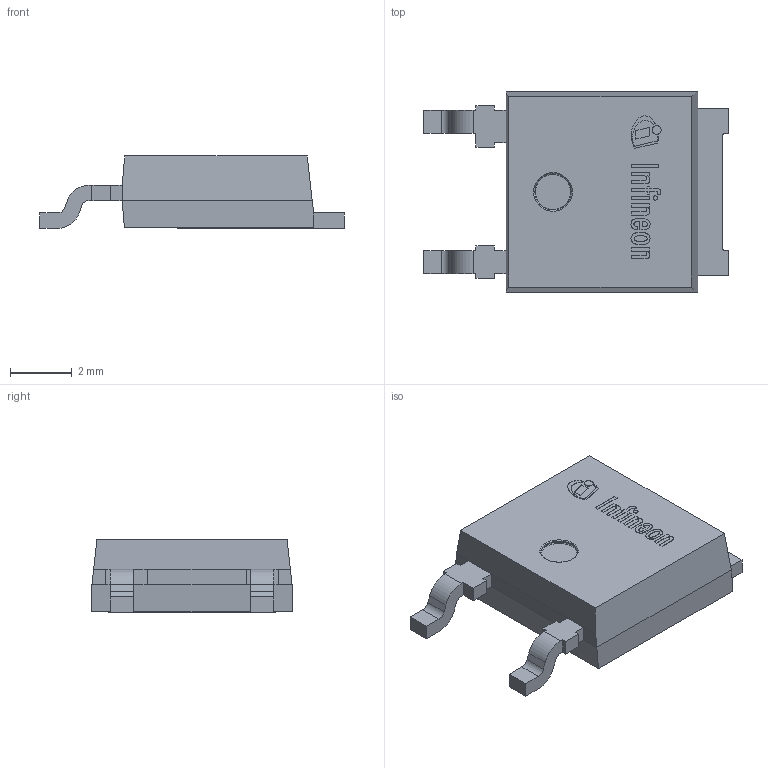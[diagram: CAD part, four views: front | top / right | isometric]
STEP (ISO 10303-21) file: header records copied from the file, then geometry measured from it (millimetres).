
FILE_DESCRIPTION(/* description */ (''),/* implementation_level */ '2;1');
FILE_NAME(/* name */ 'PG-TO252-2-1_Z8B00169555_V03_3D.stp',/* time_stamp */ '2020-01-24T11:31:39+05:00',/* author */ ('janartha'),/* organization */ (''),/* preprocessor_version */ 'ST-DEVELOPER v16.13',/* originating_system */ 'AutoCAD Mechanical',/* authorisation */ '');
FILE_SCHEMA (('AUTOMOTIVE_DESIGN { 1 0 10303 214 3 1 1 }'));
Length unit declared in the file: millimetre
Products named in the file (1): Product
Bounding box: 9.9 x 6.5 x 2.36 mm (x, y, z)
Volume: 106.6 mm3; surface area: 221.1 mm2
Topology: 16 solids, 16 shells, 284 faces, 750 edges, 499 vertices
Faces by surface type: plane 153, cylinder 129, torus 2
Full cylindrical faces by diameter (mm): 0.142 x1, 0.293 x1, 1.2 x1
Entity records: 8849 total; most frequent: DIRECTION 1574, CARTESIAN_POINT 1527, ORIENTED_EDGE 1488, EDGE_CURVE 744, AXIS2_PLACEMENT_3D 545, VERTEX_POINT 498, LINE 484, VECTOR 484
